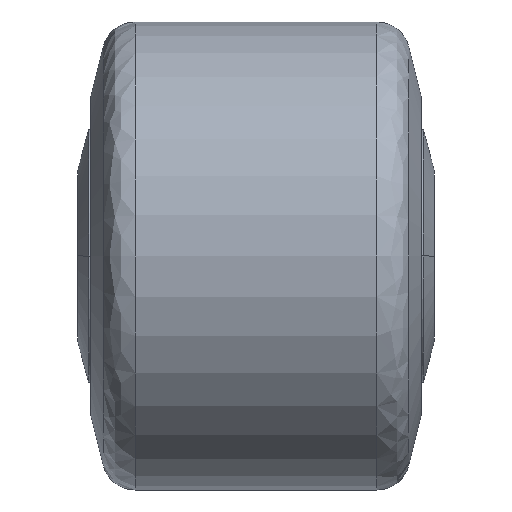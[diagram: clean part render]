
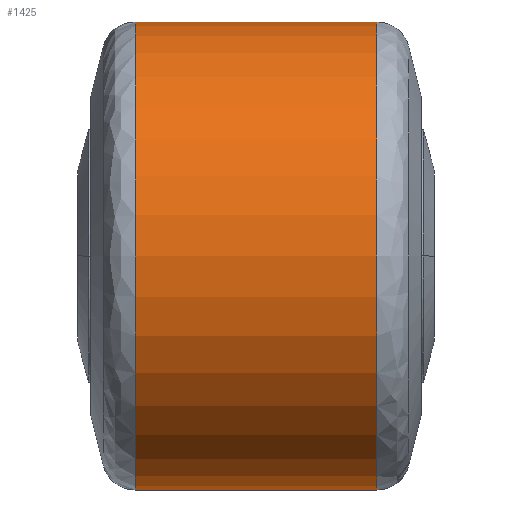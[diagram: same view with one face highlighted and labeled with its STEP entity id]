
A CAD part, front view. The second image highlights one B-rep face of the part: STEP entity #1425.
In plain terms, the highlighted cylindrical face has radius 42.5 mm (diameter 85 mm), a partial arc.
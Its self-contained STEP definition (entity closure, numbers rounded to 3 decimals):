
#205 = EDGE_CURVE ( 'NONE', #850, #20933, #15499, .T. ) ;
#639 = CARTESIAN_POINT ( 'NONE',  ( 0., 0., -42.5 ) ) ;
#705 = ORIENTED_EDGE ( 'NONE', *, *, #2893, .T. ) ;
#850 = VERTEX_POINT ( 'NONE', #24661 ) ;
#1425 = ADVANCED_FACE ( 'NONE', ( #24121 ), #12148, .T. ) ;
#2893 = EDGE_CURVE ( 'NONE', #850, #10781, #12061, .T. ) ;
#2961 = VECTOR ( 'NONE', #6666, 1000. ) ;
#3547 = DIRECTION ( 'NONE',  ( 1., 0., 0. ) ) ;
#3705 = VERTEX_POINT ( 'NONE', #5470 ) ;
#4354 = CARTESIAN_POINT ( 'NONE',  ( 0., 0., 0. ) ) ;
#4524 = CIRCLE ( 'NONE', #19224, 42.5 ) ;
#5470 = CARTESIAN_POINT ( 'NONE',  ( 21.946, 0., -42.5 ) ) ;
#5728 = DIRECTION ( 'NONE',  ( 0., 0., -1. ) ) ;
#5912 = VECTOR ( 'NONE', #3547, 1000. ) ;
#6666 = DIRECTION ( 'NONE',  ( 1., 0., 0. ) ) ;
#7196 = CARTESIAN_POINT ( 'NONE',  ( -21.946, 0., -42.5 ) ) ;
#9554 = CARTESIAN_POINT ( 'NONE',  ( -21.946, 0., 0. ) ) ;
#10159 = CARTESIAN_POINT ( 'NONE',  ( 21.946, 0., 42.5 ) ) ;
#10184 = DIRECTION ( 'NONE',  ( 0., 0., -1. ) ) ;
#10781 = VERTEX_POINT ( 'NONE', #7196 ) ;
#12061 = CIRCLE ( 'NONE', #25898, 42.5 ) ;
#12148 = CYLINDRICAL_SURFACE ( 'NONE', #21727, 42.5 ) ;
#15499 = LINE ( 'NONE', #21556, #5912 ) ;
#16295 = EDGE_LOOP ( 'NONE', ( #22664, #705, #17803, #21525 ) ) ;
#16536 = LINE ( 'NONE', #639, #2961 ) ;
#17803 = ORIENTED_EDGE ( 'NONE', *, *, #21198, .T. ) ;
#17831 = CARTESIAN_POINT ( 'NONE',  ( 21.946, 0., 0. ) ) ;
#19224 = AXIS2_PLACEMENT_3D ( 'NONE', #17831, #22175, #5728 ) ;
#19287 = EDGE_CURVE ( 'NONE', #3705, #20933, #4524, .T. ) ;
#20933 = VERTEX_POINT ( 'NONE', #10159 ) ;
#21198 = EDGE_CURVE ( 'NONE', #10781, #3705, #16536, .T. ) ;
#21380 = DIRECTION ( 'NONE',  ( 0., 0., -1. ) ) ;
#21525 = ORIENTED_EDGE ( 'NONE', *, *, #19287, .T. ) ;
#21556 = CARTESIAN_POINT ( 'NONE',  ( 0., 0., 42.5 ) ) ;
#21727 = AXIS2_PLACEMENT_3D ( 'NONE', #4354, #23994, #10184 ) ;
#22175 = DIRECTION ( 'NONE',  ( -1., 0., 0. ) ) ;
#22664 = ORIENTED_EDGE ( 'NONE', *, *, #205, .F. ) ;
#23384 = DIRECTION ( 'NONE',  ( 1., 0., 0. ) ) ;
#23994 = DIRECTION ( 'NONE',  ( 1., 0., 0. ) ) ;
#24121 = FACE_OUTER_BOUND ( 'NONE', #16295, .T. ) ;
#24661 = CARTESIAN_POINT ( 'NONE',  ( -21.946, 0., 42.5 ) ) ;
#25898 = AXIS2_PLACEMENT_3D ( 'NONE', #9554, #23384, #21380 ) ;
